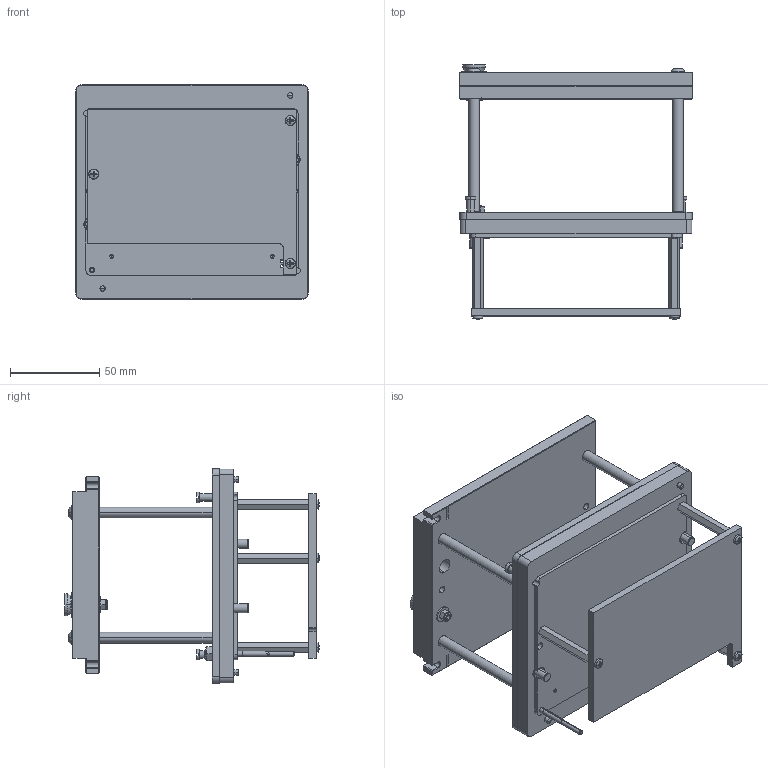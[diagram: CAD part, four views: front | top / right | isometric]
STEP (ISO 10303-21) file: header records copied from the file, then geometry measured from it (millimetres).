
FILE_DESCRIPTION (( 'STEP AP214' ), '1' );
FILE_NAME ('46490-KIT~1.STEP', '2019-09-19T09:39:50', ( '' ), ( '' ), 'SwSTEP 2.0', 'SolidWorks 2018', '' );
FILE_SCHEMA (( 'AUTOMOTIVE_DESIGN' ));
Length unit declared in the file: millimetre
Products named in the file (27): 43157~0_S; 41865~2; KS-113-Master~-k-s_KS-113 23; 2908~0; 53731~0; DIN985-A2~n_M03,0; 9286~0; 48213~0_S; 1583~0_Hub 16,5mm<Standard>; 3268~0_M 3 x 10; 41850~0_ohne Transportschrauben<S>; DIN7991~n_M03,0x020; 46490-KIT~1; 42057~8; ISO7380~n_M04,0x020; 41369~1_S; 3917~3_M 3 A; 5015~0; 41864~7_S; 35419~0; 41867~6; 42055~5_kontaktiert Hub 7 <S>; 2665~0_3 m6 x 10; 42248~0; 41899~3_flexiebel <S>; 2690~0; GKS-114-0015~-g-k-s_Hub = 08,0 <S>
Assembly tree (45 placements, depth 4):
  46490-KIT~1
    42055~5_kontaktiert Hub 7 <S>
      42057~8
      41867~6
      41865~2
      1583~0_Hub 16,5mm<Standard>  x4
      35419~0  x2
      41899~3_flexiebel <S>
        KS-113-Master~-k-s_KS-113 23
        GKS-114-0015~-g-k-s_Hub = 08,0 <S>
        53731~0
        3917~3_M 3 A
      5015~0
      42248~0  x2
      43157~0_S  x3
      3268~0_M 3 x 10  x3
      2908~0  x3
      2690~0  x2
      2665~0_3 m6 x 10  x2
    41850~0_ohne Transportschrauben<S>
      41864~7_S
      41369~1_S  x4
      ISO7380~n_M04,0x020  x4
    48213~0_S
    9286~0
    DIN7991~n_M03,0x020
    DIN985-A2~n_M03,0
Bounding box: 130 x 142.37 x 120 mm (x, y, z)
Volume: 446716.2 mm3; surface area: 148400.2 mm2
Topology: 44 solids, 44 shells, 1528 faces, 3774 edges, 2357 vertices
Faces by surface type: cylinder 536, cone 531, plane 397, torus 38, sphere 18, bspline 8
Entity records: 27925 total; most frequent: CARTESIAN_POINT 6046, DIRECTION 4630, ORIENTED_EDGE 3998, EDGE_CURVE 1999, AXIS2_PLACEMENT_3D 1830, VERTEX_POINT 1268, LINE 970, VECTOR 970
